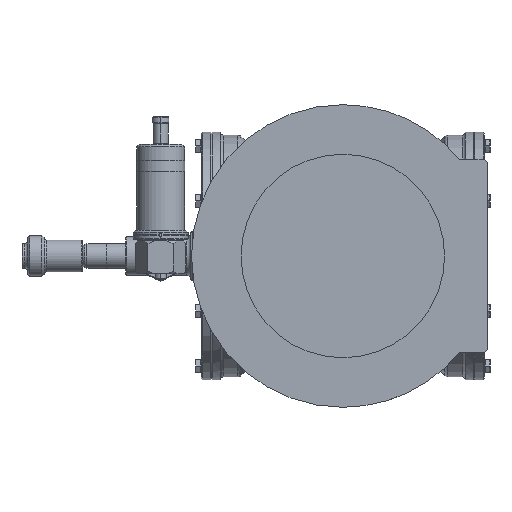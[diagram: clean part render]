
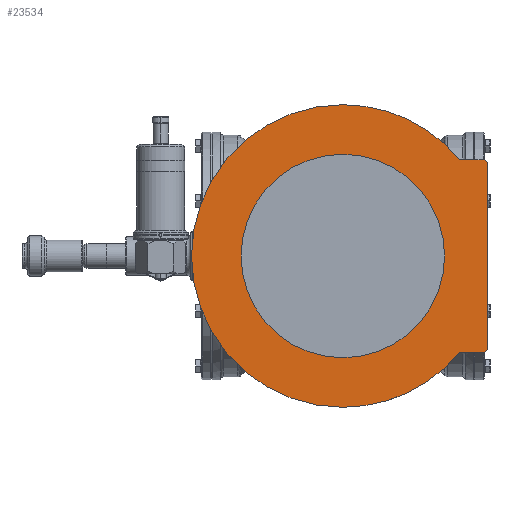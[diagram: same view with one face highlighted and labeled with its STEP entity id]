
A CAD part, left-side view. The second image highlights one B-rep face of the part: STEP entity #23534.
In plain terms, the highlighted planar face has unit normal (-1, 0, 0).
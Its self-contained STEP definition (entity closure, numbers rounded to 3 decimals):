
#30 = EDGE_CURVE ( 'Defeature completata1_67+Defeature completata1_62+Defeature completata1_63+Defeature completata1_61', #11946, #907, #1754, .T. ) ;
#576 = ORIENTED_EDGE ( 'NONE', *, *, #30, .T. ) ;
#777 = ORIENTED_EDGE ( 'NONE', *, *, #4160, .T. ) ;
#907 = VERTEX_POINT ( 'NONE', #10818 ) ;
#1064 = AXIS2_PLACEMENT_3D ( 'NONE', #13546, #4632, #8092 ) ;
#1539 = EDGE_CURVE ( 'Defeature completata1_67+Defeature completata1_65+Defeature completata1_66+Defeature completata1_64', #15855, #1922, #17950, .T. ) ;
#1754 = LINE ( 'NONE', #11037, #16849 ) ;
#1800 = VECTOR ( 'NONE', #19717, 1000. ) ;
#1922 = VERTEX_POINT ( 'NONE', #19716 ) ;
#2455 = DIRECTION ( 'NONE',  ( 0., 0., 1. ) ) ;
#2741 = EDGE_CURVE ( 'Defeature completata1_67+Defeature completata1_61+Defeature completata1_62+Defeature completata1_66', #16019, #4962, #9572, .T. ) ;
#3055 = VERTEX_POINT ( 'NONE', #6778 ) ;
#3112 = FACE_OUTER_BOUND ( 'NONE', #14204, .T. ) ;
#3184 = DIRECTION ( 'NONE',  ( -1., 0., 0. ) ) ;
#3231 = CARTESIAN_POINT ( 'NONE',  ( -178., 0., 0. ) ) ;
#3317 = CARTESIAN_POINT ( 'NONE',  ( -178., 0., 0. ) ) ;
#3985 = CARTESIAN_POINT ( 'NONE',  ( -178., -102., -67. ) ) ;
#4010 = EDGE_CURVE ( 'Defeature completata1_68+Defeature completata1_67+Defeature completata1_67+Defeature completata1_67', #16640, #14751, #14023, .T. ) ;
#4089 = CARTESIAN_POINT ( 'NONE',  ( -178., -102., -70. ) ) ;
#4160 = EDGE_CURVE ( 'Defeature completata1_67+Defeature completata1_61+Defeature completata1_62+Defeature completata1_66', #907, #3055, #5630, .T. ) ;
#4248 = CARTESIAN_POINT ( 'NONE',  ( -178., -102., 70. ) ) ;
#4269 = ORIENTED_EDGE ( 'NONE', *, *, #12955, .T. ) ;
#4387 = DIRECTION ( 'NONE',  ( -1., 0., 0. ) ) ;
#4632 = DIRECTION ( 'NONE',  ( -1., 0., 0. ) ) ;
#4962 = VERTEX_POINT ( 'NONE', #20642 ) ;
#5014 = AXIS2_PLACEMENT_3D ( 'NONE', #3985, #13272, #11482 ) ;
#5425 = LINE ( 'NONE', #5655, #22619 ) ;
#5630 = CIRCLE ( 'NONE', #11327, 110. ) ;
#5655 = CARTESIAN_POINT ( 'NONE',  ( -178., -105., -67. ) ) ;
#6778 = CARTESIAN_POINT ( 'NONE',  ( -178., 0., 110. ) ) ;
#7137 = DIRECTION ( 'NONE',  ( 0., 1., 0. ) ) ;
#7264 = DIRECTION ( 'NONE',  ( 0., 0., 1. ) ) ;
#8092 = DIRECTION ( 'NONE',  ( 0., 0., 1. ) ) ;
#8738 = DIRECTION ( 'NONE',  ( 0., 0., 1. ) ) ;
#8997 = CARTESIAN_POINT ( 'NONE',  ( -178., -102., -70. ) ) ;
#9092 = CIRCLE ( 'NONE', #9458, 3. ) ;
#9458 = AXIS2_PLACEMENT_3D ( 'NONE', #16910, #13307, #2455 ) ;
#9572 = CIRCLE ( 'NONE', #19829, 110. ) ;
#10388 = PLANE ( 'NONE',  #23447 ) ;
#10506 = DIRECTION ( 'NONE',  ( -1., 0., 0. ) ) ;
#10585 = DIRECTION ( 'NONE',  ( -1., 0., 0. ) ) ;
#10818 = CARTESIAN_POINT ( 'NONE',  ( -178., -84.853, 70. ) ) ;
#10947 = CARTESIAN_POINT ( 'NONE',  ( -178., 0., 0. ) ) ;
#11037 = CARTESIAN_POINT ( 'NONE',  ( -178., -102., 70. ) ) ;
#11327 = AXIS2_PLACEMENT_3D ( 'NONE', #3317, #10585, #21638 ) ;
#11482 = DIRECTION ( 'NONE',  ( 0., 0., 1. ) ) ;
#11483 = EDGE_CURVE ( 'Defeature completata1_67+Defeature completata1_61+Defeature completata1_62+Defeature completata1_66', #3055, #16019, #11873, .T. ) ;
#11873 = CIRCLE ( 'NONE', #19161, 110. ) ;
#11946 = VERTEX_POINT ( 'NONE', #4248 ) ;
#12008 = DIRECTION ( 'NONE',  ( 0., 0., 1. ) ) ;
#12171 = FACE_BOUND ( 'NONE', #21560, .T. ) ;
#12206 = LINE ( 'NONE', #8997, #1800 ) ;
#12448 = EDGE_CURVE ( 'Defeature completata1_68+Defeature completata1_67+Defeature completata1_67+Defeature completata1_67', #14751, #16640, #21107, .T. ) ;
#12522 = ORIENTED_EDGE ( 'NONE', *, *, #1539, .T. ) ;
#12848 = CARTESIAN_POINT ( 'NONE',  ( -178., 0., 74. ) ) ;
#12955 = EDGE_CURVE ( 'Defeature completata1_67+Defeature completata1_64+Defeature completata1_65+Defeature completata1_63', #1922, #19261, #5425, .T. ) ;
#13272 = DIRECTION ( 'NONE',  ( -1., 0., 0. ) ) ;
#13307 = DIRECTION ( 'NONE',  ( -1., 0., 0. ) ) ;
#13436 = CARTESIAN_POINT ( 'NONE',  ( -178., 0., 0. ) ) ;
#13546 = CARTESIAN_POINT ( 'NONE',  ( -178., 0., 0. ) ) ;
#14014 = ORIENTED_EDGE ( 'NONE', *, *, #17254, .T. ) ;
#14023 = CIRCLE ( 'NONE', #1064, 74. ) ;
#14204 = EDGE_LOOP ( 'NONE', ( #777, #19933, #19619, #22645, #12522, #4269, #14014, #576 ) ) ;
#14751 = VERTEX_POINT ( 'NONE', #23493 ) ;
#15732 = EDGE_CURVE ( 'Defeature completata1_67+Defeature completata1_66+Defeature completata1_61+Defeature completata1_65', #4962, #15855, #12206, .T. ) ;
#15820 = CARTESIAN_POINT ( 'NONE',  ( -178., 0., 0. ) ) ;
#15855 = VERTEX_POINT ( 'NONE', #4089 ) ;
#16019 = VERTEX_POINT ( 'NONE', #16961 ) ;
#16640 = VERTEX_POINT ( 'NONE', #12848 ) ;
#16849 = VECTOR ( 'NONE', #7137, 1000. ) ;
#16910 = CARTESIAN_POINT ( 'NONE',  ( -178., -102., 67. ) ) ;
#16961 = CARTESIAN_POINT ( 'NONE',  ( -178., 0., -110. ) ) ;
#17254 = EDGE_CURVE ( 'Defeature completata1_67+Defeature completata1_63+Defeature completata1_64+Defeature completata1_62', #19261, #11946, #9092, .T. ) ;
#17318 = AXIS2_PLACEMENT_3D ( 'NONE', #13436, #4387, #12008 ) ;
#17950 = CIRCLE ( 'NONE', #5014, 3. ) ;
#19161 = AXIS2_PLACEMENT_3D ( 'NONE', #15820, #3184, #20650 ) ;
#19261 = VERTEX_POINT ( 'NONE', #22860 ) ;
#19619 = ORIENTED_EDGE ( 'NONE', *, *, #2741, .T. ) ;
#19716 = CARTESIAN_POINT ( 'NONE',  ( -178., -105., -67. ) ) ;
#19717 = DIRECTION ( 'NONE',  ( 0., -1., 0. ) ) ;
#19829 = AXIS2_PLACEMENT_3D ( 'NONE', #10947, #20230, #7264 ) ;
#19842 = DIRECTION ( 'NONE',  ( 0., 0., 1. ) ) ;
#19933 = ORIENTED_EDGE ( 'NONE', *, *, #11483, .T. ) ;
#20230 = DIRECTION ( 'NONE',  ( -1., 0., 0. ) ) ;
#20642 = CARTESIAN_POINT ( 'NONE',  ( -178., -84.853, -70. ) ) ;
#20650 = DIRECTION ( 'NONE',  ( 0., 0., 1. ) ) ;
#21107 = CIRCLE ( 'NONE', #17318, 74. ) ;
#21560 = EDGE_LOOP ( 'NONE', ( #22977, #21984 ) ) ;
#21638 = DIRECTION ( 'NONE',  ( 0., 0., 1. ) ) ;
#21984 = ORIENTED_EDGE ( 'NONE', *, *, #12448, .F. ) ;
#22619 = VECTOR ( 'NONE', #19842, 1000. ) ;
#22645 = ORIENTED_EDGE ( 'NONE', *, *, #15732, .T. ) ;
#22860 = CARTESIAN_POINT ( 'NONE',  ( -178., -105., 67. ) ) ;
#22977 = ORIENTED_EDGE ( 'NONE', *, *, #4010, .F. ) ;
#23447 = AXIS2_PLACEMENT_3D ( 'NONE', #3231, #10506, #8738 ) ;
#23493 = CARTESIAN_POINT ( 'NONE',  ( -178., 0., -74. ) ) ;
#23534 = ADVANCED_FACE ( 'Defeature completata1_67', ( #12171, #3112 ), #10388, .T. ) ;
